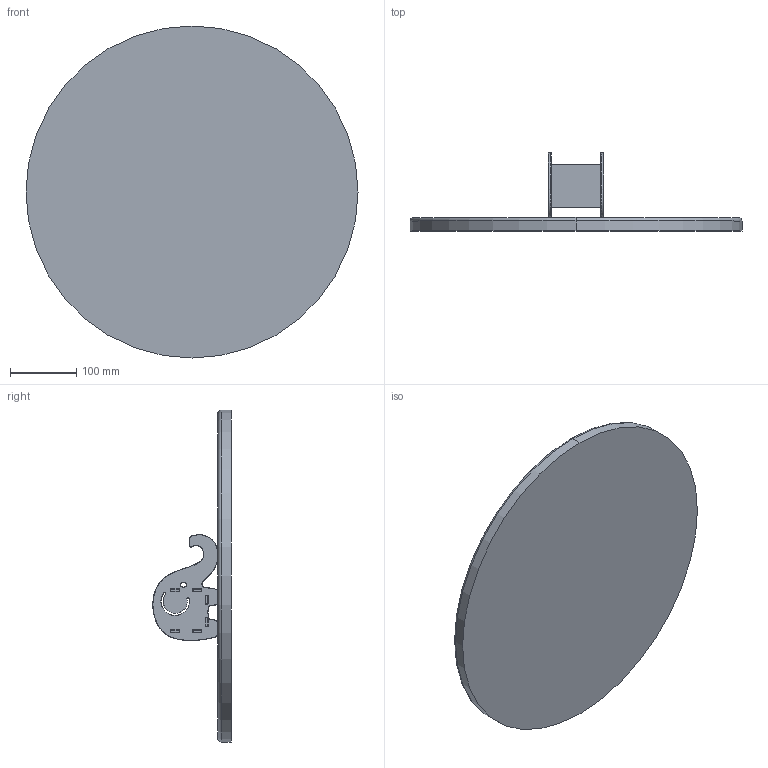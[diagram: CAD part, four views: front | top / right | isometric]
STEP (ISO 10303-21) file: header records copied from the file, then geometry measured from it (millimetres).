
FILE_DESCRIPTION (( 'STEP AP214' ), '1' );
FILE_NAME ('STEP_Laser-Cut_Elephant_Stand.STEP', '2019-10-21T13:39:13', ( '' ), ( '' ), 'SwSTEP 2.0', 'SolidWorks 2016', '' );
FILE_SCHEMA (( 'AUTOMOTIVE_DESIGN' ));
Length unit declared in the file: millimetre
Products named in the file (5): Laser-Cut_Elephant_Stand_(table); Laser-Cut_Elephant_Stand_(part2); Laser-Cut_Elephant_Stand_(part1); Laser-Cut_Elephant_Stand_(part3); STEP_Laser-Cut_Elephant_Stand
Assembly tree (6 placements, depth 2):
  STEP_Laser-Cut_Elephant_Stand
    Laser-Cut_Elephant_Stand_(part3)
    Laser-Cut_Elephant_Stand_(part1)  x2
    Laser-Cut_Elephant_Stand_(part2)  x2
    Laser-Cut_Elephant_Stand_(table)
Bounding box: 500 x 118.12 x 500 mm (x, y, z)
Volume: 4057951 mm3; surface area: 500623.5 mm2
Topology: 6 solids, 6 shells, 748 faces, 1734 edges, 926 vertices
Faces by surface type: cylinder 346, torus 186, plane 120, sphere 72, bspline 24
Entity records: 17938 total; most frequent: CARTESIAN_POINT 7775, DIRECTION 2358, ORIENTED_EDGE 1928, AXIS2_PLACEMENT_3D 979, EDGE_CURVE 964, CIRCLE 544, VERTEX_POINT 534, EDGE_LOOP 454
